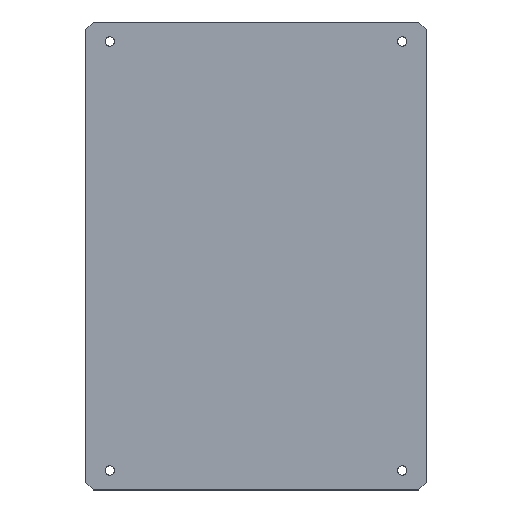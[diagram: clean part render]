
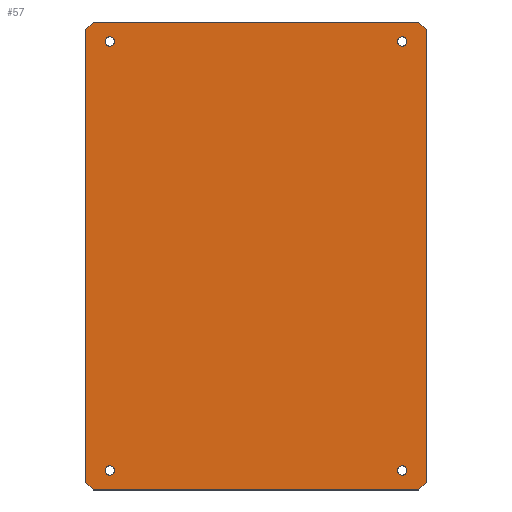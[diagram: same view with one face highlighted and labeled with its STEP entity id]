
A CAD part, top view. The second image highlights one B-rep face of the part: STEP entity #57.
In plain terms, the highlighted planar face has unit normal (0, 0, 1).
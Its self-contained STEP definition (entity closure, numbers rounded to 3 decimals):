
#21 = EDGE_CURVE('',#22,#24,#26,.T.);
#22 = VERTEX_POINT('',#23);
#23 = CARTESIAN_POINT('',(-83.399,-120.,0.));
#24 = VERTEX_POINT('',#25);
#25 = CARTESIAN_POINT('',(83.399,-120.,0.));
#26 = LINE('',#27,#28);
#27 = CARTESIAN_POINT('',(-87.399,-120.,0.));
#28 = VECTOR('',#29,1.);
#29 = DIRECTION('',(1.,0.,0.));
#57 = ADVANCED_FACE('',(#58,#115,#126,#137,#148),#159,.F.);
#58 = FACE_BOUND('',#59,.F.);
#59 = EDGE_LOOP('',(#60,#61,#69,#77,#85,#93,#101,#109));
#60 = ORIENTED_EDGE('',*,*,#21,.F.);
#61 = ORIENTED_EDGE('',*,*,#62,.T.);
#62 = EDGE_CURVE('',#22,#63,#65,.T.);
#63 = VERTEX_POINT('',#64);
#64 = CARTESIAN_POINT('',(-87.399,-116.,0.));
#65 = LINE('',#66,#67);
#66 = CARTESIAN_POINT('',(-93.549,-109.85,0.));
#67 = VECTOR('',#68,1.);
#68 = DIRECTION('',(-0.707,0.707,0.));
#69 = ORIENTED_EDGE('',*,*,#70,.F.);
#70 = EDGE_CURVE('',#71,#63,#73,.T.);
#71 = VERTEX_POINT('',#72);
#72 = CARTESIAN_POINT('',(-87.399,116.,0.));
#73 = LINE('',#74,#75);
#74 = CARTESIAN_POINT('',(-87.399,120.,0.));
#75 = VECTOR('',#76,1.);
#76 = DIRECTION('',(0.,-1.,0.));
#77 = ORIENTED_EDGE('',*,*,#78,.T.);
#78 = EDGE_CURVE('',#71,#79,#81,.T.);
#79 = VERTEX_POINT('',#80);
#80 = CARTESIAN_POINT('',(-83.399,120.,0.));
#81 = LINE('',#82,#83);
#82 = CARTESIAN_POINT('',(-93.549,109.85,0.));
#83 = VECTOR('',#84,1.);
#84 = DIRECTION('',(0.707,0.707,0.));
#85 = ORIENTED_EDGE('',*,*,#86,.F.);
#86 = EDGE_CURVE('',#87,#79,#89,.T.);
#87 = VERTEX_POINT('',#88);
#88 = CARTESIAN_POINT('',(83.399,120.,0.));
#89 = LINE('',#90,#91);
#90 = CARTESIAN_POINT('',(87.399,120.,0.));
#91 = VECTOR('',#92,1.);
#92 = DIRECTION('',(-1.,0.,0.));
#93 = ORIENTED_EDGE('',*,*,#94,.F.);
#94 = EDGE_CURVE('',#95,#87,#97,.T.);
#95 = VERTEX_POINT('',#96);
#96 = CARTESIAN_POINT('',(87.399,116.,0.));
#97 = LINE('',#98,#99);
#98 = CARTESIAN_POINT('',(93.549,109.85,0.));
#99 = VECTOR('',#100,1.);
#100 = DIRECTION('',(-0.707,0.707,0.));
#101 = ORIENTED_EDGE('',*,*,#102,.F.);
#102 = EDGE_CURVE('',#103,#95,#105,.T.);
#103 = VERTEX_POINT('',#104);
#104 = CARTESIAN_POINT('',(87.399,-116.,0.));
#105 = LINE('',#106,#107);
#106 = CARTESIAN_POINT('',(87.399,-120.,0.));
#107 = VECTOR('',#108,1.);
#108 = DIRECTION('',(0.,1.,0.));
#109 = ORIENTED_EDGE('',*,*,#110,.F.);
#110 = EDGE_CURVE('',#24,#103,#111,.T.);
#111 = LINE('',#112,#113);
#112 = CARTESIAN_POINT('',(93.549,-109.85,0.));
#113 = VECTOR('',#114,1.);
#114 = DIRECTION('',(0.707,0.707,0.));
#115 = FACE_BOUND('',#116,.F.);
#116 = EDGE_LOOP('',(#117));
#117 = ORIENTED_EDGE('',*,*,#118,.T.);
#118 = EDGE_CURVE('',#119,#119,#121,.T.);
#119 = VERTEX_POINT('',#120);
#120 = CARTESIAN_POINT('',(-72.6,-110.,0.));
#121 = CIRCLE('',#122,2.4);
#122 = AXIS2_PLACEMENT_3D('',#123,#124,#125);
#123 = CARTESIAN_POINT('',(-75.,-110.,0.));
#124 = DIRECTION('',(-0.,0.,1.));
#125 = DIRECTION('',(1.,0.,0.));
#126 = FACE_BOUND('',#127,.F.);
#127 = EDGE_LOOP('',(#128));
#128 = ORIENTED_EDGE('',*,*,#129,.T.);
#129 = EDGE_CURVE('',#130,#130,#132,.T.);
#130 = VERTEX_POINT('',#131);
#131 = CARTESIAN_POINT('',(-72.6,110.,0.));
#132 = CIRCLE('',#133,2.4);
#133 = AXIS2_PLACEMENT_3D('',#134,#135,#136);
#134 = CARTESIAN_POINT('',(-75.,110.,0.));
#135 = DIRECTION('',(-0.,0.,1.));
#136 = DIRECTION('',(1.,0.,0.));
#137 = FACE_BOUND('',#138,.F.);
#138 = EDGE_LOOP('',(#139));
#139 = ORIENTED_EDGE('',*,*,#140,.T.);
#140 = EDGE_CURVE('',#141,#141,#143,.T.);
#141 = VERTEX_POINT('',#142);
#142 = CARTESIAN_POINT('',(77.4,-110.,0.));
#143 = CIRCLE('',#144,2.4);
#144 = AXIS2_PLACEMENT_3D('',#145,#146,#147);
#145 = CARTESIAN_POINT('',(75.,-110.,0.));
#146 = DIRECTION('',(-0.,0.,1.));
#147 = DIRECTION('',(1.,0.,0.));
#148 = FACE_BOUND('',#149,.F.);
#149 = EDGE_LOOP('',(#150));
#150 = ORIENTED_EDGE('',*,*,#151,.T.);
#151 = EDGE_CURVE('',#152,#152,#154,.T.);
#152 = VERTEX_POINT('',#153);
#153 = CARTESIAN_POINT('',(77.4,110.,0.));
#154 = CIRCLE('',#155,2.4);
#155 = AXIS2_PLACEMENT_3D('',#156,#157,#158);
#156 = CARTESIAN_POINT('',(75.,110.,0.));
#157 = DIRECTION('',(-0.,0.,1.));
#158 = DIRECTION('',(1.,0.,0.));
#159 = PLANE('',#160);
#160 = AXIS2_PLACEMENT_3D('',#161,#162,#163);
#161 = CARTESIAN_POINT('',(0.,0.,0.));
#162 = DIRECTION('',(0.,0.,-1.));
#163 = DIRECTION('',(0.,1.,0.));
